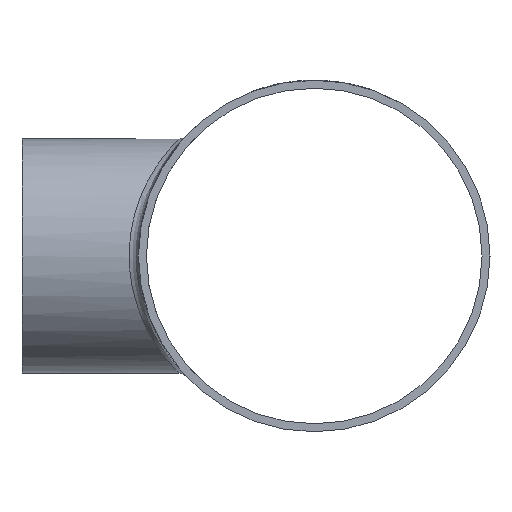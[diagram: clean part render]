
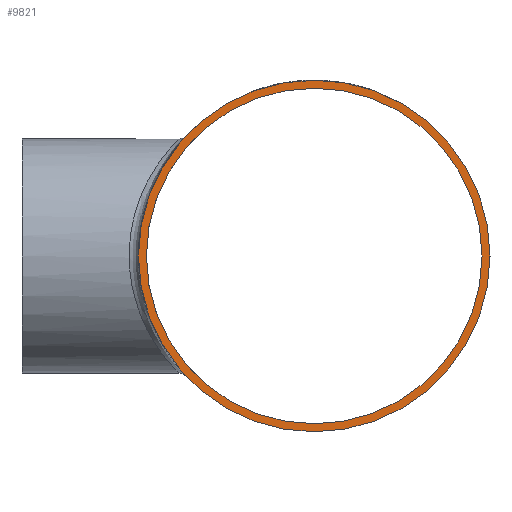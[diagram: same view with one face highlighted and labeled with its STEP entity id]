
A CAD part, left-side view. The second image highlights one B-rep face of the part: STEP entity #9821.
In plain terms, the highlighted planar face has unit normal (-1, 0, 0).
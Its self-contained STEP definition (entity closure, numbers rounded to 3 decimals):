
#348 = DIRECTION ( 'NONE',  ( -1., 0., 0. ) ) ;
#2009 = VERTEX_POINT ( 'NONE', #14019 ) ;
#2138 = EDGE_LOOP ( 'NONE', ( #10607 ) ) ;
#2832 = DIRECTION ( 'NONE',  ( 0., 0., 1. ) ) ;
#4090 = FACE_OUTER_BOUND ( 'NONE', #7043, .T. ) ;
#4399 = CARTESIAN_POINT ( 'NONE',  ( -105., 0., 54.55 ) ) ;
#4438 = AXIS2_PLACEMENT_3D ( 'NONE', #12612, #5504, #10152 ) ;
#4671 = AXIS2_PLACEMENT_3D ( 'NONE', #11055, #9847, #9899 ) ;
#5152 = VERTEX_POINT ( 'NONE', #4399 ) ;
#5504 = DIRECTION ( 'NONE',  ( -1., 0., 0. ) ) ;
#7043 = EDGE_LOOP ( 'NONE', ( #13026 ) ) ;
#7582 = FACE_BOUND ( 'NONE', #2138, .T. ) ;
#7592 = PLANE ( 'NONE',  #4438 ) ;
#8659 = CIRCLE ( 'NONE', #12363, 54.55 ) ;
#9077 = CIRCLE ( 'NONE', #4671, 57.15 ) ;
#9821 = ADVANCED_FACE ( 'NONE', ( #7582, #4090 ), #7592, .T. ) ;
#9847 = DIRECTION ( 'NONE',  ( -1., 0., 0. ) ) ;
#9899 = DIRECTION ( 'NONE',  ( 0., 0., 1. ) ) ;
#10125 = EDGE_CURVE ( 'NONE', #5152, #5152, #8659, .T. ) ;
#10152 = DIRECTION ( 'NONE',  ( 0., 0., 1. ) ) ;
#10607 = ORIENTED_EDGE ( 'NONE', *, *, #10125, .F. ) ;
#11052 = CARTESIAN_POINT ( 'NONE',  ( -105., 0., 0. ) ) ;
#11055 = CARTESIAN_POINT ( 'NONE',  ( -105., 0., 0. ) ) ;
#12363 = AXIS2_PLACEMENT_3D ( 'NONE', #11052, #348, #2832 ) ;
#12612 = CARTESIAN_POINT ( 'NONE',  ( -105., 0., 0. ) ) ;
#13026 = ORIENTED_EDGE ( 'NONE', *, *, #13709, .T. ) ;
#13709 = EDGE_CURVE ( 'NONE', #2009, #2009, #9077, .T. ) ;
#14019 = CARTESIAN_POINT ( 'NONE',  ( -105., 0., 57.15 ) ) ;
